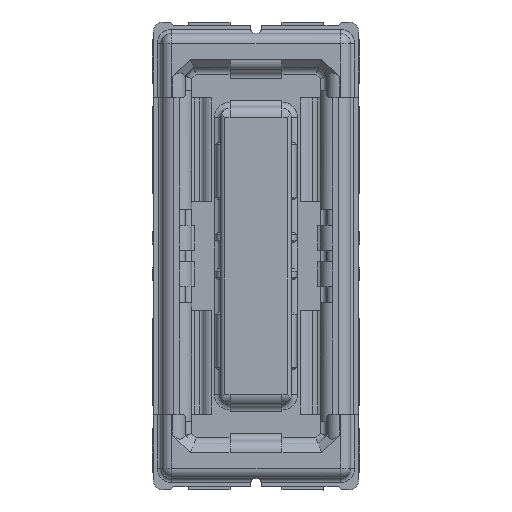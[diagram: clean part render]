
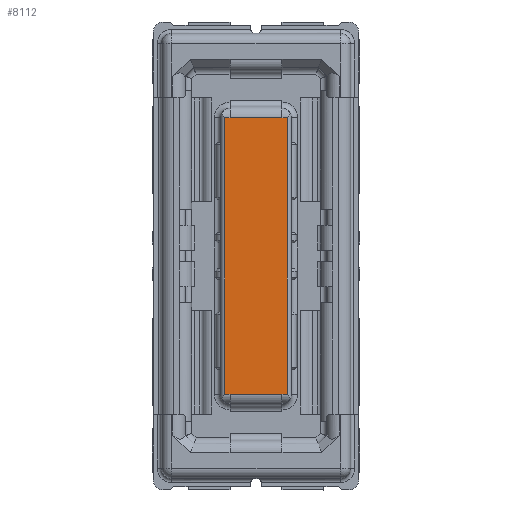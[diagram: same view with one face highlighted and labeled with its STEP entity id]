
A CAD part, top view. The second image highlights one B-rep face of the part: STEP entity #8112.
In plain terms, the highlighted planar face has unit normal (0, 0, 1).
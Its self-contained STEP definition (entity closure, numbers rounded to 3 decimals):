
#46 = CARTESIAN_POINT ( 'NONE',  ( -0.25, -1.155, 0.49 ) ) ;
#365 = DIRECTION ( 'NONE',  ( 0., 0., -1. ) ) ;
#439 = VECTOR ( 'NONE', #702, 1000. ) ;
#479 = ORIENTED_EDGE ( 'NONE', *, *, #20221, .T. ) ;
#702 = DIRECTION ( 'NONE',  ( 1., 0., 0. ) ) ;
#1352 = DIRECTION ( 'NONE',  ( 0., 1., 0. ) ) ;
#1554 = CARTESIAN_POINT ( 'NONE',  ( 0.3, -1.155, 0.49 ) ) ;
#1599 = CARTESIAN_POINT ( 'NONE',  ( -0.45, -1.155, 0.49 ) ) ;
#1720 = EDGE_CURVE ( 'NONE', #17727, #18745, #5710, .T. ) ;
#1901 = DIRECTION ( 'NONE',  ( -1., 0., 0. ) ) ;
#2197 = AXIS2_PLACEMENT_3D ( 'NONE', #5406, #365, #14707 ) ;
#2228 = VECTOR ( 'NONE', #2339, 1000. ) ;
#2339 = DIRECTION ( 'NONE',  ( 1., 0., 0. ) ) ;
#2776 = ORIENTED_EDGE ( 'NONE', *, *, #1720, .F. ) ;
#2804 = ORIENTED_EDGE ( 'NONE', *, *, #8703, .F. ) ;
#3328 = VERTEX_POINT ( 'NONE', #5799 ) ;
#3494 = EDGE_CURVE ( 'NONE', #3328, #17748, #18899, .T. ) ;
#3560 = CARTESIAN_POINT ( 'NONE',  ( 0.25, -1.155, 0.49 ) ) ;
#4370 = VERTEX_POINT ( 'NONE', #3560 ) ;
#4398 = EDGE_LOOP ( 'NONE', ( #479, #18242, #16531, #4648, #14830, #10920, #2804, #2776 ) ) ;
#4648 = ORIENTED_EDGE ( 'NONE', *, *, #11866, .T. ) ;
#4792 = LINE ( 'NONE', #46, #16223 ) ;
#4804 = VECTOR ( 'NONE', #13988, 1000. ) ;
#5112 = FACE_OUTER_BOUND ( 'NONE', #4398, .T. ) ;
#5402 = DIRECTION ( 'NONE',  ( 0., 1., 0. ) ) ;
#5406 = CARTESIAN_POINT ( 'NONE',  ( -0.34, 0.525, 0.49 ) ) ;
#5488 = VECTOR ( 'NONE', #1352, 1000. ) ;
#5710 = LINE ( 'NONE', #8812, #10272 ) ;
#5799 = CARTESIAN_POINT ( 'NONE',  ( 0.25, 1.505, 0.49 ) ) ;
#6371 = CARTESIAN_POINT ( 'NONE',  ( -0.3, 1.505, 0.49 ) ) ;
#6654 = CARTESIAN_POINT ( 'NONE',  ( 0.3, 1.505, 0.49 ) ) ;
#6828 = EDGE_CURVE ( 'NONE', #13670, #4370, #7691, .T. ) ;
#6936 = VERTEX_POINT ( 'NONE', #6654 ) ;
#7223 = LINE ( 'NONE', #10321, #9443 ) ;
#7691 = LINE ( 'NONE', #1599, #4804 ) ;
#8112 = ADVANCED_FACE ( 'NONE', ( #5112 ), #19548, .F. ) ;
#8350 = CARTESIAN_POINT ( 'NONE',  ( 0.45, -1.155, 0.49 ) ) ;
#8703 = EDGE_CURVE ( 'NONE', #18745, #17748, #16598, .T. ) ;
#8725 = CARTESIAN_POINT ( 'NONE',  ( -0.3, -1.155, 0.49 ) ) ;
#8812 = CARTESIAN_POINT ( 'NONE',  ( -0.3, -0.175, 0.49 ) ) ;
#9443 = VECTOR ( 'NONE', #1901, 1000. ) ;
#10272 = VECTOR ( 'NONE', #5402, 1000. ) ;
#10321 = CARTESIAN_POINT ( 'NONE',  ( -0.45, 1.505, 0.49 ) ) ;
#10742 = CARTESIAN_POINT ( 'NONE',  ( -0.25, 1.505, 0.49 ) ) ;
#10853 = CARTESIAN_POINT ( 'NONE',  ( 0.3, 0.175, 0.49 ) ) ;
#10920 = ORIENTED_EDGE ( 'NONE', *, *, #3494, .T. ) ;
#11866 = EDGE_CURVE ( 'NONE', #13670, #6936, #12201, .T. ) ;
#12201 = LINE ( 'NONE', #10853, #5488 ) ;
#12286 = DIRECTION ( 'NONE',  ( -1., 0., 0. ) ) ;
#13265 = CARTESIAN_POINT ( 'NONE',  ( -0.25, 1.505, 0.49 ) ) ;
#13523 = CARTESIAN_POINT ( 'NONE',  ( -0.25, -1.155, 0.49 ) ) ;
#13670 = VERTEX_POINT ( 'NONE', #1554 ) ;
#13988 = DIRECTION ( 'NONE',  ( -1., 0., 0. ) ) ;
#14288 = VECTOR ( 'NONE', #12286, 1000. ) ;
#14707 = DIRECTION ( 'NONE',  ( -1., 0., 0. ) ) ;
#14830 = ORIENTED_EDGE ( 'NONE', *, *, #17033, .T. ) ;
#16223 = VECTOR ( 'NONE', #17395, 1000. ) ;
#16531 = ORIENTED_EDGE ( 'NONE', *, *, #6828, .F. ) ;
#16598 = LINE ( 'NONE', #18045, #2228 ) ;
#17033 = EDGE_CURVE ( 'NONE', #6936, #3328, #7223, .T. ) ;
#17395 = DIRECTION ( 'NONE',  ( -1., 0., 0. ) ) ;
#17727 = VERTEX_POINT ( 'NONE', #8725 ) ;
#17748 = VERTEX_POINT ( 'NONE', #13265 ) ;
#18045 = CARTESIAN_POINT ( 'NONE',  ( 0.45, 1.505, 0.49 ) ) ;
#18050 = LINE ( 'NONE', #8350, #439 ) ;
#18242 = ORIENTED_EDGE ( 'NONE', *, *, #19132, .F. ) ;
#18745 = VERTEX_POINT ( 'NONE', #6371 ) ;
#18899 = LINE ( 'NONE', #10742, #14288 ) ;
#19132 = EDGE_CURVE ( 'NONE', #4370, #19999, #4792, .T. ) ;
#19548 = PLANE ( 'NONE',  #2197 ) ;
#19999 = VERTEX_POINT ( 'NONE', #13523 ) ;
#20221 = EDGE_CURVE ( 'NONE', #17727, #19999, #18050, .T. ) ;
